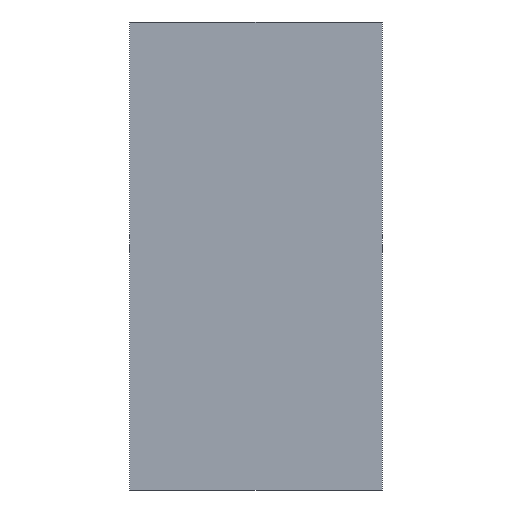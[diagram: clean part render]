
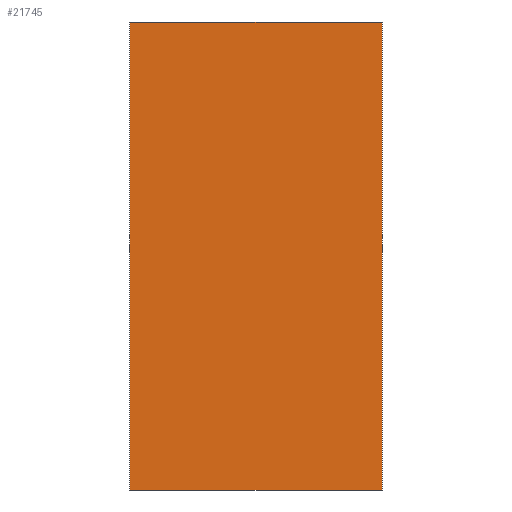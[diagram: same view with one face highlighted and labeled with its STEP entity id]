
A CAD part, front view. The second image highlights one B-rep face of the part: STEP entity #21745.
In plain terms, the highlighted planar face has unit normal (0, -1, 0).
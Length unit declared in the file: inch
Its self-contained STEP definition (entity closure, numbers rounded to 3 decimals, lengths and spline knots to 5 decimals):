
#1744 = ORIENTED_EDGE ( 'NONE', *, *, #34125, .T. ) ;
#2090 = VERTEX_POINT ( 'NONE', #18522 ) ;
#4078 = PLANE ( 'NONE',  #63604 ) ;
#5494 = EDGE_LOOP ( 'NONE', ( #34639, #22407, #19018, #1744 ) ) ;
#11032 = CARTESIAN_POINT ( 'NONE',  ( -26., -3.25, 50.625 ) ) ;
#11344 = VECTOR ( 'NONE', #32602, 39.37008 ) ;
#15464 = VERTEX_POINT ( 'NONE', #31124 ) ;
#15533 = CARTESIAN_POINT ( 'NONE',  ( -26., -3.25, -45.625 ) ) ;
#16014 = LINE ( 'NONE', #58764, #19406 ) ;
#18130 = EDGE_CURVE ( 'NONE', #2090, #15464, #54997, .T. ) ;
#18522 = CARTESIAN_POINT ( 'NONE',  ( 26., -3.25, -45.625 ) ) ;
#18848 = VERTEX_POINT ( 'NONE', #45623 ) ;
#19018 = ORIENTED_EDGE ( 'NONE', *, *, #33095, .T. ) ;
#19406 = VECTOR ( 'NONE', #26075, 39.37008 ) ;
#20550 = DIRECTION ( 'NONE',  ( 0., 1., 0. ) ) ;
#21035 = DIRECTION ( 'NONE',  ( 1., 0., 0. ) ) ;
#21745 = ADVANCED_FACE ( 'NONE', ( #70927 ), #4078, .F. ) ;
#22407 = ORIENTED_EDGE ( 'NONE', *, *, #53914, .T. ) ;
#22445 = LINE ( 'NONE', #15533, #56613 ) ;
#25595 = DIRECTION ( 'NONE',  ( 0., 0., 1. ) ) ;
#26075 = DIRECTION ( 'NONE',  ( -1., 0., 0. ) ) ;
#27131 = CARTESIAN_POINT ( 'NONE',  ( 26., -3.25, -45.625 ) ) ;
#31124 = CARTESIAN_POINT ( 'NONE',  ( 26., -3.25, 50.625 ) ) ;
#32602 = DIRECTION ( 'NONE',  ( 0., 0., 1. ) ) ;
#33095 = EDGE_CURVE ( 'NONE', #48445, #18848, #60118, .T. ) ;
#34125 = EDGE_CURVE ( 'NONE', #18848, #2090, #22445, .T. ) ;
#34639 = ORIENTED_EDGE ( 'NONE', *, *, #18130, .T. ) ;
#42995 = CARTESIAN_POINT ( 'NONE',  ( 0., -3.25, 0. ) ) ;
#45623 = CARTESIAN_POINT ( 'NONE',  ( -26., -3.25, -45.625 ) ) ;
#45977 = DIRECTION ( 'NONE',  ( 0., 0., -1. ) ) ;
#48445 = VERTEX_POINT ( 'NONE', #11032 ) ;
#49028 = VECTOR ( 'NONE', #45977, 39.37008 ) ;
#53914 = EDGE_CURVE ( 'NONE', #15464, #48445, #16014, .T. ) ;
#54997 = LINE ( 'NONE', #27131, #11344 ) ;
#56613 = VECTOR ( 'NONE', #21035, 39.37008 ) ;
#58764 = CARTESIAN_POINT ( 'NONE',  ( -26., -3.25, 50.625 ) ) ;
#60118 = LINE ( 'NONE', #67759, #49028 ) ;
#63604 = AXIS2_PLACEMENT_3D ( 'NONE', #42995, #20550, #25595 ) ;
#67759 = CARTESIAN_POINT ( 'NONE',  ( -26., -3.25, -45.625 ) ) ;
#70927 = FACE_OUTER_BOUND ( 'NONE', #5494, .T. ) ;
